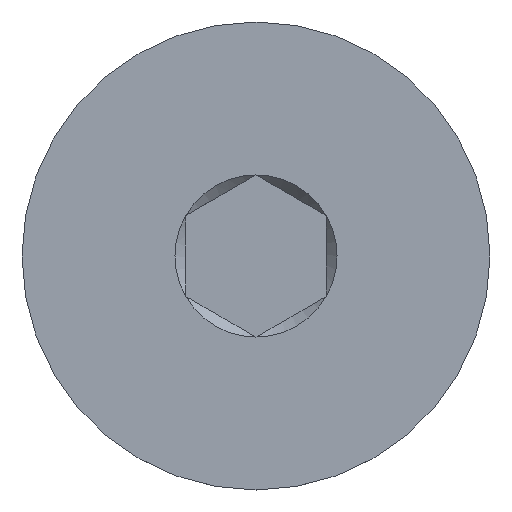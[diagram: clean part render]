
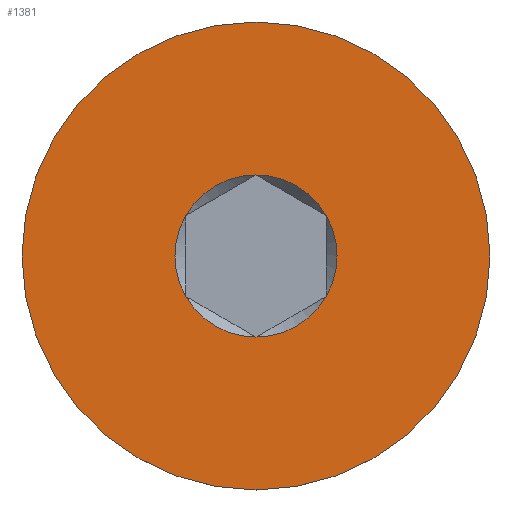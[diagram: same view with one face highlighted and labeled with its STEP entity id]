
A CAD part, top view. The second image highlights one B-rep face of the part: STEP entity #1381.
In plain terms, the highlighted planar face has unit normal (0, 0, 1).
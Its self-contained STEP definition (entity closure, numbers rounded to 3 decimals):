
#17=FACE_BOUND('',#238,.T.);
#18=PLANE('',#1492);
#159=FACE_OUTER_BOUND('',#237,.T.);
#237=EDGE_LOOP('',(#1084,#1085));
#238=EDGE_LOOP('',(#1086,#1087,#1088,#1089,#1090,#1091));
#262=CIRCLE('',#1483,1.732);
#263=CIRCLE('',#1485,5.);
#264=CIRCLE('',#1486,5.);
#269=CIRCLE('',#1493,1.732);
#270=CIRCLE('',#1494,1.732);
#271=CIRCLE('',#1495,1.732);
#272=CIRCLE('',#1496,1.732);
#273=CIRCLE('',#1497,1.732);
#597=VERTEX_POINT('',#8600);
#598=VERTEX_POINT('',#8601);
#599=VERTEX_POINT('',#8607);
#600=VERTEX_POINT('',#8608);
#606=VERTEX_POINT('',#8665);
#607=VERTEX_POINT('',#8667);
#608=VERTEX_POINT('',#8669);
#609=VERTEX_POINT('',#8671);
#795=EDGE_CURVE('',#597,#598,#262,.T.);
#796=EDGE_CURVE('',#599,#600,#263,.T.);
#797=EDGE_CURVE('',#600,#599,#264,.T.);
#806=EDGE_CURVE('',#598,#606,#269,.T.);
#807=EDGE_CURVE('',#606,#607,#270,.T.);
#808=EDGE_CURVE('',#607,#608,#271,.T.);
#809=EDGE_CURVE('',#608,#609,#272,.T.);
#810=EDGE_CURVE('',#609,#597,#273,.T.);
#1084=ORIENTED_EDGE('',*,*,#796,.T.);
#1085=ORIENTED_EDGE('',*,*,#797,.T.);
#1086=ORIENTED_EDGE('',*,*,#806,.T.);
#1087=ORIENTED_EDGE('',*,*,#807,.T.);
#1088=ORIENTED_EDGE('',*,*,#808,.T.);
#1089=ORIENTED_EDGE('',*,*,#809,.T.);
#1090=ORIENTED_EDGE('',*,*,#810,.T.);
#1091=ORIENTED_EDGE('',*,*,#795,.T.);
#1381=ADVANCED_FACE('',(#159,#17),#18,.F.);
#1483=AXIS2_PLACEMENT_3D('',#8605,#1700,#1701);
#1485=AXIS2_PLACEMENT_3D('',#8609,#1704,#1705);
#1486=AXIS2_PLACEMENT_3D('',#8610,#1706,#1707);
#1492=AXIS2_PLACEMENT_3D('',#8664,#1720,#1721);
#1493=AXIS2_PLACEMENT_3D('',#8666,#1722,#1723);
#1494=AXIS2_PLACEMENT_3D('',#8668,#1724,#1725);
#1495=AXIS2_PLACEMENT_3D('',#8670,#1726,#1727);
#1496=AXIS2_PLACEMENT_3D('',#8672,#1728,#1729);
#1497=AXIS2_PLACEMENT_3D('',#8673,#1730,#1731);
#1700=DIRECTION('center_axis',(0.,0.,-1.));
#1701=DIRECTION('ref_axis',(-1.,0.,0.));
#1704=DIRECTION('center_axis',(0.,0.,1.));
#1705=DIRECTION('ref_axis',(0.,-1.,0.));
#1706=DIRECTION('center_axis',(0.,0.,1.));
#1707=DIRECTION('ref_axis',(0.,-1.,0.));
#1720=DIRECTION('center_axis',(0.,0.,-1.));
#1721=DIRECTION('ref_axis',(0.,1.,0.));
#1722=DIRECTION('center_axis',(0.,0.,-1.));
#1723=DIRECTION('ref_axis',(-1.,0.,0.));
#1724=DIRECTION('center_axis',(0.,0.,-1.));
#1725=DIRECTION('ref_axis',(-1.,0.,0.));
#1726=DIRECTION('center_axis',(0.,0.,-1.));
#1727=DIRECTION('ref_axis',(-1.,0.,0.));
#1728=DIRECTION('center_axis',(0.,0.,-1.));
#1729=DIRECTION('ref_axis',(-1.,0.,0.));
#1730=DIRECTION('center_axis',(0.,0.,-1.));
#1731=DIRECTION('ref_axis',(-1.,0.,0.));
#8600=CARTESIAN_POINT('',(-1.5,-0.866,12.5));
#8601=CARTESIAN_POINT('',(-1.5,0.866,12.5));
#8605=CARTESIAN_POINT('Origin',(0.,0.,12.5));
#8607=CARTESIAN_POINT('',(0.,-5.,12.5));
#8608=CARTESIAN_POINT('',(0.,5.,12.5));
#8609=CARTESIAN_POINT('Origin',(0.,0.,12.5));
#8610=CARTESIAN_POINT('Origin',(0.,0.,12.5));
#8664=CARTESIAN_POINT('Origin',(0.,0.,
12.5));
#8665=CARTESIAN_POINT('',(0.,1.732,12.5));
#8666=CARTESIAN_POINT('Origin',(0.,0.,12.5));
#8667=CARTESIAN_POINT('',(1.5,0.866,12.5));
#8668=CARTESIAN_POINT('Origin',(0.,0.,12.5));
#8669=CARTESIAN_POINT('',(1.5,-0.866,12.5));
#8670=CARTESIAN_POINT('Origin',(0.,0.,12.5));
#8671=CARTESIAN_POINT('',(0.,-1.732,12.5));
#8672=CARTESIAN_POINT('Origin',(0.,0.,12.5));
#8673=CARTESIAN_POINT('Origin',(0.,0.,12.5));
